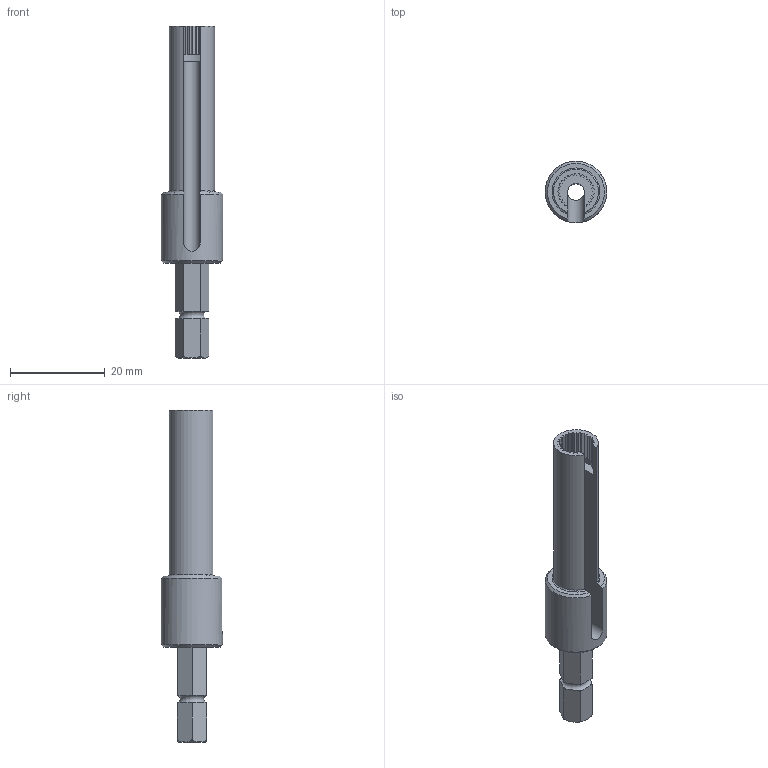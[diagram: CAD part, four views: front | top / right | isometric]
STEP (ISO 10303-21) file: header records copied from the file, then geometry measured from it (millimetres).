
FILE_DESCRIPTION(/* description */ ('STEP AP214'),/* implementation_level */ '2;1');
FILE_NAME(/* name */ '8146520_NPAT-FA-A-R75',/* time_stamp */ '2024-09-12T22:42:26+02:00',/* author */ ('License CC BY-ND 4.0'),/* organization */ ('CADENAS'),/* preprocessor_version */ 'ST-DEVELOPER v19.3',/* originating_system */ 'PARTsolutions',/* authorisation */ ' ');
FILE_SCHEMA (('AUTOMOTIVE_DESIGN {1 0 10303 214 3 1 1}'));
Length unit declared in the file: millimetre
Products named in the file (1): 8146520 NPAT-FA-A-R75---(high)
Bounding box: 13 x 13 x 70 mm (x, y, z)
Volume: 3633.2 mm3; surface area: 3230 mm2
Topology: 1 solids, 1 shells, 117 faces, 340 edges, 225 vertices
Faces by surface type: plane 107, cylinder 5, torus 3, cone 2
Full cylindrical faces by diameter (mm): 3.5 x1, 13 x1
Entity records: 3929 total; most frequent: CARTESIAN_POINT 802, ORIENTED_EDGE 668, DIRECTION 622, EDGE_CURVE 334, LINE 236, VECTOR 236, VERTEX_POINT 224, AXIS2_PLACEMENT_3D 193
